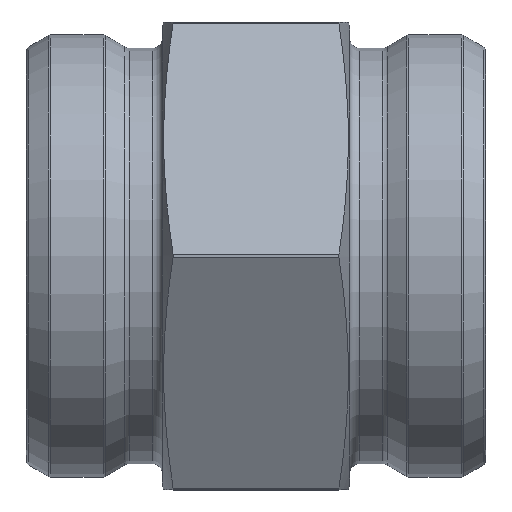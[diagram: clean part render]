
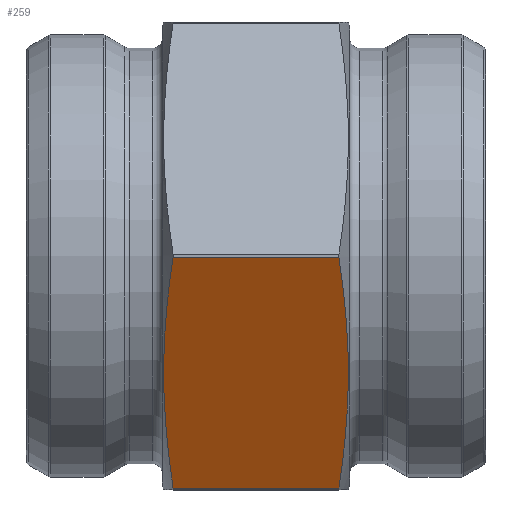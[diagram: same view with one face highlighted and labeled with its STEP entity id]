
A CAD part, top view. The second image highlights one B-rep face of the part: STEP entity #259.
In plain terms, the highlighted planar face has unit normal (0, -0.5, 0.866).
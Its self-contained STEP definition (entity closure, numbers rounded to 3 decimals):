
#259=ADVANCED_FACE('',(#320),#307,.F.);
#307=PLANE('',#739);
#320=FACE_OUTER_BOUND('',#331,.T.);
#331=EDGE_LOOP('',(#438,#439,#440,#441));
#419=B_SPLINE_CURVE_WITH_KNOTS('',3,(#1067,#1068,#1069,#1070,#1071),
 .UNSPECIFIED.,.F.,.F.,(4,1,4),(0.,0.5,1.),.UNSPECIFIED.);
#420=B_SPLINE_CURVE_WITH_KNOTS('',3,(#1072,#1073,#1074,#1075,#1076),
 .UNSPECIFIED.,.F.,.F.,(4,1,4),(0.,0.5,1.),.UNSPECIFIED.);
#438=ORIENTED_EDGE('',*,*,#644,.F.);
#439=ORIENTED_EDGE('',*,*,#645,.T.);
#440=ORIENTED_EDGE('',*,*,#641,.T.);
#441=ORIENTED_EDGE('',*,*,#646,.T.);
#580=VERTEX_POINT('',#1059);
#581=VERTEX_POINT('',#1060);
#582=VERTEX_POINT('',#1065);
#583=VERTEX_POINT('',#1066);
#641=EDGE_CURVE('',#580,#581,#712,.T.);
#644=EDGE_CURVE('',#582,#583,#713,.T.);
#645=EDGE_CURVE('',#582,#580,#419,.T.);
#646=EDGE_CURVE('',#581,#583,#420,.T.);
#712=LINE('',#1058,#724);
#713=LINE('',#1064,#725);
#724=VECTOR('',#838,1.);
#725=VECTOR('',#845,1.);
#739=AXIS2_PLACEMENT_3D('',#1077,#846,#847);
#838=DIRECTION('',(-1.,0.,0.));
#845=DIRECTION('',(-1.,0.,0.));
#846=DIRECTION('',(0.,0.5,-0.866));
#847=DIRECTION('',(0.,0.866,0.5));
#1058=CARTESIAN_POINT('',(54.,-0.177,31.652));
#1059=CARTESIAN_POINT('',(36.753,-0.177,31.652));
#1060=CARTESIAN_POINT('',(17.247,-0.177,31.652));
#1064=CARTESIAN_POINT('',(54.,-27.323,15.979));
#1065=CARTESIAN_POINT('',(36.753,-27.323,15.979));
#1066=CARTESIAN_POINT('',(17.247,-27.323,15.979));
#1067=CARTESIAN_POINT('',(36.753,-27.323,15.979));
#1068=CARTESIAN_POINT('',(37.446,-22.799,18.591));
#1069=CARTESIAN_POINT('',(38.286,-13.75,23.816));
#1070=CARTESIAN_POINT('',(37.446,-4.701,29.04));
#1071=CARTESIAN_POINT('',(36.753,-0.177,31.652));
#1072=CARTESIAN_POINT('',(17.247,-0.177,31.652));
#1073=CARTESIAN_POINT('',(16.554,-4.701,29.04));
#1074=CARTESIAN_POINT('',(15.714,-13.75,23.816));
#1075=CARTESIAN_POINT('',(16.554,-22.799,18.591));
#1076=CARTESIAN_POINT('',(17.247,-27.323,15.979));
#1077=CARTESIAN_POINT('',(54.,-0.177,31.652));
